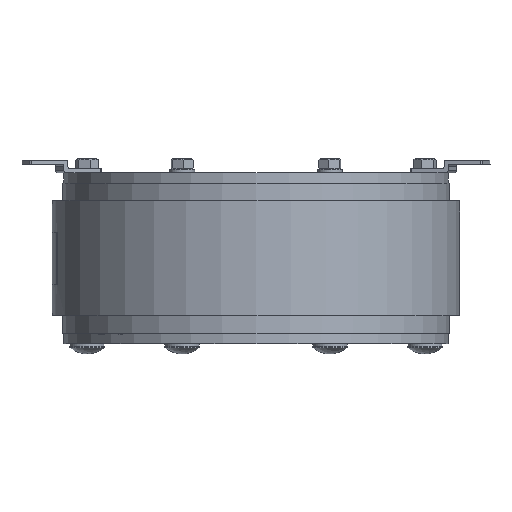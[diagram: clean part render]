
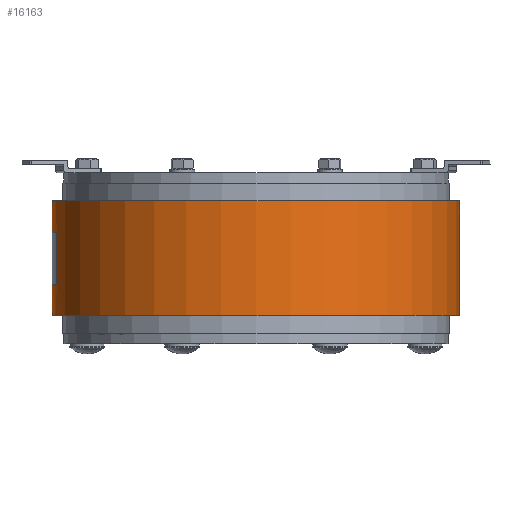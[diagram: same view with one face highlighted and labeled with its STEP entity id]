
A CAD part, front view. The second image highlights one B-rep face of the part: STEP entity #16163.
In plain terms, the highlighted cylindrical face has radius 97.5 mm (diameter 195 mm), a partial arc.
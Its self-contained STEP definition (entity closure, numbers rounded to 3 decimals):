
#815=CIRCLE('',#17078,97.5);
#817=CIRCLE('',#17081,97.5);
#819=CIRCLE('',#17084,97.5);
#821=CIRCLE('',#17088,97.5);
#823=CIRCLE('',#17101,97.5);
#825=CIRCLE('',#17105,97.5);
#828=CIRCLE('',#17109,97.5);
#829=CIRCLE('',#17111,97.5);
#915=CYLINDRICAL_SURFACE('',#17115,97.5);
#2615=LINE('',#27219,#4349);
#2622=LINE('',#27236,#4356);
#2632=LINE('',#27255,#4366);
#2641=LINE('',#27278,#4375);
#2648=LINE('',#27302,#4382);
#2649=LINE('',#27304,#4383);
#4349=VECTOR('',#20652,25.);
#4356=VECTOR('',#20669,15.);
#4366=VECTOR('',#20689,15.);
#4375=VECTOR('',#20712,25.);
#4382=VECTOR('',#20739,15.);
#4383=VECTOR('',#20742,15.);
#5868=FACE_OUTER_BOUND('',#6834,.T.);
#6834=EDGE_LOOP('',(#15274,#15275,#15276,#15277,#15278,#15279,#15280,#15281,
#15282,#15283,#15284,#15285,#15286,#15287));
#8576=VERTEX_POINT('',#27191);
#8577=VERTEX_POINT('',#27192);
#8580=VERTEX_POINT('',#27200);
#8581=VERTEX_POINT('',#27201);
#8584=VERTEX_POINT('',#27209);
#8585=VERTEX_POINT('',#27210);
#8588=VERTEX_POINT('',#27218);
#8590=VERTEX_POINT('',#27224);
#8600=VERTEX_POINT('',#27268);
#8601=VERTEX_POINT('',#27269);
#8604=VERTEX_POINT('',#27277);
#8606=VERTEX_POINT('',#27283);
#8609=VERTEX_POINT('',#27291);
#8610=VERTEX_POINT('',#27295);
#10784=EDGE_CURVE('',#8576,#8577,#815,.T.);
#10788=EDGE_CURVE('',#8580,#8581,#817,.T.);
#10792=EDGE_CURVE('',#8584,#8585,#819,.T.);
#10796=EDGE_CURVE('',#8585,#8588,#2615,.T.);
#10799=EDGE_CURVE('',#8588,#8590,#821,.T.);
#10805=EDGE_CURVE('',#8576,#8590,#2622,.T.);
#10815=EDGE_CURVE('',#8584,#8581,#2632,.T.);
#10822=EDGE_CURVE('',#8600,#8601,#823,.T.);
#10826=EDGE_CURVE('',#8604,#8600,#2641,.T.);
#10829=EDGE_CURVE('',#8606,#8604,#825,.T.);
#10834=EDGE_CURVE('',#8609,#8577,#828,.T.);
#10835=EDGE_CURVE('',#8580,#8610,#829,.T.);
#10839=EDGE_CURVE('',#8610,#8606,#2648,.T.);
#10840=EDGE_CURVE('',#8601,#8609,#2649,.T.);
#15274=ORIENTED_EDGE('',*,*,#10834,.F.);
#15275=ORIENTED_EDGE('',*,*,#10840,.F.);
#15276=ORIENTED_EDGE('',*,*,#10822,.F.);
#15277=ORIENTED_EDGE('',*,*,#10826,.F.);
#15278=ORIENTED_EDGE('',*,*,#10829,.F.);
#15279=ORIENTED_EDGE('',*,*,#10839,.F.);
#15280=ORIENTED_EDGE('',*,*,#10835,.F.);
#15281=ORIENTED_EDGE('',*,*,#10788,.T.);
#15282=ORIENTED_EDGE('',*,*,#10815,.F.);
#15283=ORIENTED_EDGE('',*,*,#10792,.T.);
#15284=ORIENTED_EDGE('',*,*,#10796,.T.);
#15285=ORIENTED_EDGE('',*,*,#10799,.T.);
#15286=ORIENTED_EDGE('',*,*,#10805,.F.);
#15287=ORIENTED_EDGE('',*,*,#10784,.T.);
#16163=ADVANCED_FACE('',(#5868),#915,.T.);
#17078=AXIS2_PLACEMENT_3D('',#27193,#20628,#20629);
#17081=AXIS2_PLACEMENT_3D('',#27202,#20636,#20637);
#17084=AXIS2_PLACEMENT_3D('',#27211,#20644,#20645);
#17088=AXIS2_PLACEMENT_3D('',#27225,#20657,#20658);
#17101=AXIS2_PLACEMENT_3D('',#27270,#20704,#20705);
#17105=AXIS2_PLACEMENT_3D('',#27284,#20717,#20718);
#17109=AXIS2_PLACEMENT_3D('',#27293,#20727,#20728);
#17111=AXIS2_PLACEMENT_3D('',#27296,#20731,#20732);
#17115=AXIS2_PLACEMENT_3D('',#27306,#20744,#20745);
#20628=DIRECTION('center_axis',(0.,1.,0.));
#20629=DIRECTION('ref_axis',(0.,0.,1.));
#20636=DIRECTION('center_axis',(0.,-1.,0.));
#20637=DIRECTION('ref_axis',(0.,0.,1.));
#20644=DIRECTION('center_axis',(0.,1.,0.));
#20645=DIRECTION('ref_axis',(0.,0.,1.));
#20652=DIRECTION('',(0.,-1.,0.));
#20657=DIRECTION('center_axis',(0.,-1.,0.));
#20658=DIRECTION('ref_axis',(0.,0.,1.));
#20669=DIRECTION('',(0.,1.,0.));
#20689=DIRECTION('',(0.,1.,0.));
#20704=DIRECTION('center_axis',(0.,-1.,0.));
#20705=DIRECTION('ref_axis',(-0.215,0.,-0.977));
#20712=DIRECTION('',(0.,-1.,0.));
#20717=DIRECTION('center_axis',(0.,1.,0.));
#20718=DIRECTION('ref_axis',(0.,0.,-1.));
#20727=DIRECTION('center_axis',(0.,-1.,0.));
#20728=DIRECTION('ref_axis',(0.,0.,-1.));
#20731=DIRECTION('center_axis',(0.,1.,0.));
#20732=DIRECTION('ref_axis',(0.,0.,-1.));
#20739=DIRECTION('',(0.,-1.,0.));
#20742=DIRECTION('',(0.,-1.,0.));
#20744=DIRECTION('center_axis',(0.,1.,0.));
#20745=DIRECTION('ref_axis',(0.,0.,-1.));
#27191=CARTESIAN_POINT('',(-149.218,-27.5,5.));
#27192=CARTESIAN_POINT('',(-149.218,-27.5,-190.));
#27193=CARTESIAN_POINT('Origin',(-149.218,-27.5,-92.5));
#27200=CARTESIAN_POINT('',(-149.218,27.5,-190.));
#27201=CARTESIAN_POINT('',(-149.218,27.5,5.));
#27202=CARTESIAN_POINT('Origin',(-149.218,27.5,-92.5));
#27209=CARTESIAN_POINT('',(-149.218,12.5,5.));
#27210=CARTESIAN_POINT('',(-128.85,12.5,2.849));
#27211=CARTESIAN_POINT('Origin',(-149.218,12.5,-92.5));
#27218=CARTESIAN_POINT('',(-128.85,-12.5,2.849));
#27219=CARTESIAN_POINT('',(-128.85,0.,2.849));
#27224=CARTESIAN_POINT('',(-149.218,-12.5,5.));
#27225=CARTESIAN_POINT('Origin',(-149.218,-12.5,-92.5));
#27236=CARTESIAN_POINT('',(-149.218,-13.75,5.));
#27255=CARTESIAN_POINT('',(-149.218,6.25,5.));
#27268=CARTESIAN_POINT('',(-170.143,-12.5,-187.728));
#27269=CARTESIAN_POINT('',(-149.226,-12.5,-190.));
#27270=CARTESIAN_POINT('Origin',(-149.218,-12.5,-92.5));
#27277=CARTESIAN_POINT('',(-170.143,12.5,-187.728));
#27278=CARTESIAN_POINT('',(-170.143,-12.5,-187.728));
#27283=CARTESIAN_POINT('',(-149.226,12.5,-190.));
#27284=CARTESIAN_POINT('Origin',(-149.218,12.5,-92.5));
#27291=CARTESIAN_POINT('',(-149.226,-27.5,-190.));
#27293=CARTESIAN_POINT('Origin',(-149.218,-27.5,-92.5));
#27295=CARTESIAN_POINT('',(-149.226,27.5,-190.));
#27296=CARTESIAN_POINT('Origin',(-149.218,27.5,-92.5));
#27302=CARTESIAN_POINT('',(-149.226,-27.5,-190.));
#27304=CARTESIAN_POINT('',(-149.226,-27.5,-190.));
#27306=CARTESIAN_POINT('Origin',(-149.218,0.,
-92.5));
